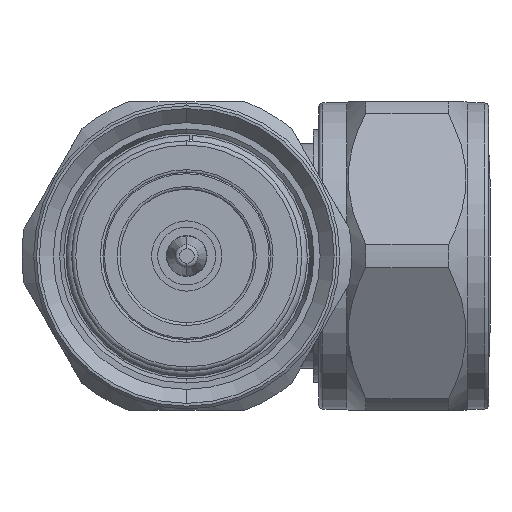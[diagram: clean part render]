
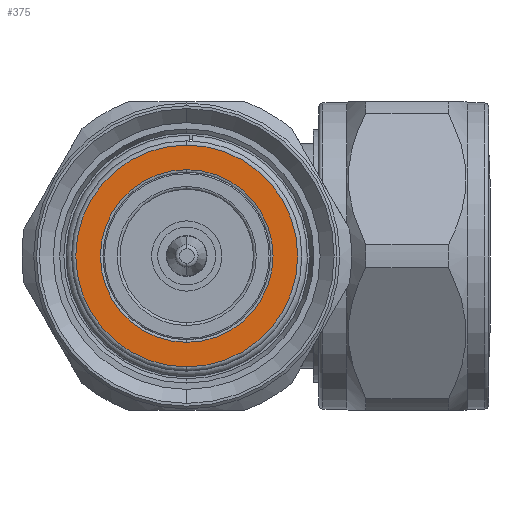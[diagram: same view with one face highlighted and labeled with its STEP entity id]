
A CAD part, left-side view. The second image highlights one B-rep face of the part: STEP entity #375.
In plain terms, the highlighted planar face has unit normal (-1, 0, 0).
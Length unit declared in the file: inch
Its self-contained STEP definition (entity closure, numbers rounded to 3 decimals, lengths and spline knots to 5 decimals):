
#123 = CIRCLE ( 'NONE', #7913, 0.31102 ) ;
#375 = ADVANCED_FACE ( 'NONE', ( #7594, #4693 ), #8609, .F. ) ;
#388 = CARTESIAN_POINT ( 'NONE',  ( 0.20472, 0., 0. ) ) ;
#454 = DIRECTION ( 'NONE',  ( -1., 0., 0. ) ) ;
#531 = CIRCLE ( 'NONE', #2768, 0.24213 ) ;
#2768 = AXIS2_PLACEMENT_3D ( 'NONE', #9584, #10607, #3678 ) ;
#2833 = VERTEX_POINT ( 'NONE', #12152 ) ;
#3545 = DIRECTION ( 'NONE',  ( 0., 1., 0. ) ) ;
#3678 = DIRECTION ( 'NONE',  ( 0., 0., 1. ) ) ;
#3732 = DIRECTION ( 'NONE',  ( 1., 0., 0. ) ) ;
#4487 = CARTESIAN_POINT ( 'NONE',  ( 0.20472, 0., -0.31102 ) ) ;
#4693 = FACE_BOUND ( 'NONE', #5474, .T. ) ;
#4895 = ORIENTED_EDGE ( 'NONE', *, *, #5282, .T. ) ;
#4971 = AXIS2_PLACEMENT_3D ( 'NONE', #11907, #6725, #10630 ) ;
#5005 = EDGE_CURVE ( 'NONE', #7386, #5259, #531, .T. ) ;
#5259 = VERTEX_POINT ( 'NONE', #10395 ) ;
#5282 = EDGE_CURVE ( 'NONE', #5319, #2833, #12005, .T. ) ;
#5319 = VERTEX_POINT ( 'NONE', #4487 ) ;
#5383 = CARTESIAN_POINT ( 'NONE',  ( 0.20472, 0., 0. ) ) ;
#5474 = EDGE_LOOP ( 'NONE', ( #8053, #11976 ) ) ;
#6040 = DIRECTION ( 'NONE',  ( 0., 0., 1. ) ) ;
#6204 = CIRCLE ( 'NONE', #4971, 0.24213 ) ;
#6725 = DIRECTION ( 'NONE',  ( -1., 0., 0. ) ) ;
#7083 = EDGE_CURVE ( 'NONE', #2833, #5319, #123, .T. ) ;
#7386 = VERTEX_POINT ( 'NONE', #11530 ) ;
#7462 = AXIS2_PLACEMENT_3D ( 'NONE', #12545, #3732, #3545 ) ;
#7594 = FACE_OUTER_BOUND ( 'NONE', #8122, .T. ) ;
#7913 = AXIS2_PLACEMENT_3D ( 'NONE', #388, #454, #12204 ) ;
#8053 = ORIENTED_EDGE ( 'NONE', *, *, #12351, .F. ) ;
#8122 = EDGE_LOOP ( 'NONE', ( #9459, #4895 ) ) ;
#8609 = PLANE ( 'NONE',  #7462 ) ;
#8717 = AXIS2_PLACEMENT_3D ( 'NONE', #5383, #11289, #6040 ) ;
#9459 = ORIENTED_EDGE ( 'NONE', *, *, #7083, .T. ) ;
#9584 = CARTESIAN_POINT ( 'NONE',  ( 0.20472, 0., 0. ) ) ;
#10395 = CARTESIAN_POINT ( 'NONE',  ( 0.20472, 0., 0.24213 ) ) ;
#10607 = DIRECTION ( 'NONE',  ( -1., 0., 0. ) ) ;
#10630 = DIRECTION ( 'NONE',  ( 0., 0., 1. ) ) ;
#11289 = DIRECTION ( 'NONE',  ( -1., 0., 0. ) ) ;
#11530 = CARTESIAN_POINT ( 'NONE',  ( 0.20472, 0., -0.24213 ) ) ;
#11907 = CARTESIAN_POINT ( 'NONE',  ( 0.20472, 0., 0. ) ) ;
#11976 = ORIENTED_EDGE ( 'NONE', *, *, #5005, .F. ) ;
#12005 = CIRCLE ( 'NONE', #8717, 0.31102 ) ;
#12152 = CARTESIAN_POINT ( 'NONE',  ( 0.20472, 0., 0.31102 ) ) ;
#12204 = DIRECTION ( 'NONE',  ( 0., 0., 1. ) ) ;
#12351 = EDGE_CURVE ( 'NONE', #5259, #7386, #6204, .T. ) ;
#12545 = CARTESIAN_POINT ( 'NONE',  ( 0.20472, 0.24213, 0. ) ) ;
